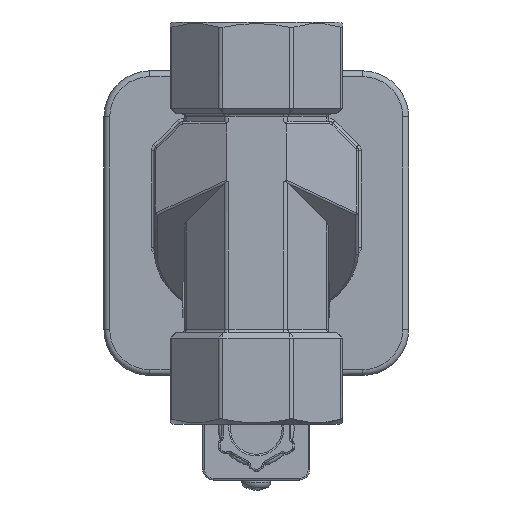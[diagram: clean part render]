
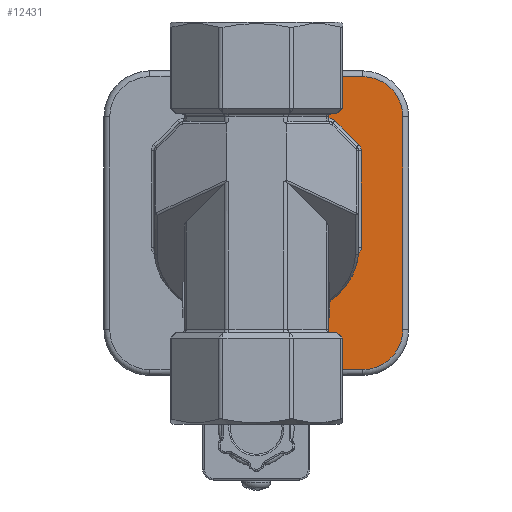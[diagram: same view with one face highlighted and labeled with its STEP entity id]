
A CAD part, front view. The second image highlights one B-rep face of the part: STEP entity #12431.
In plain terms, the highlighted planar face has unit normal (0, -1, 0).
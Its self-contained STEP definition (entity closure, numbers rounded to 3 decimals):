
#150=ELLIPSE('',#13397,0.707,0.5);
#151=ELLIPSE('',#13400,0.707,0.5);
#518=B_SPLINE_CURVE_WITH_KNOTS('',3,(#20035,#20036,#20037,#20038,#20039),
 .UNSPECIFIED.,.F.,.F.,(4,1,4),(-0.171,-0.086,
0.),.UNSPECIFIED.);
#519=B_SPLINE_CURVE_WITH_KNOTS('',3,(#20041,#20042,#20043,#20044,#20045,
#20046,#20047,#20048,#20049,#20050,#20051,#20052,#20053,#20054,#20055),
 .UNSPECIFIED.,.F.,.F.,(4,1,1,1,1,1,1,1,1,1,1,1,4),(-4.67,-4.666,
-4.663,-4.655,-4.639,-4.608,
-4.577,-4.546,-4.483,-4.421,
-4.171,-3.672,-2.949),.UNSPECIFIED.);
#1433=PLANE('',#13396);
#1824=FACE_OUTER_BOUND('',#2592,.T.);
#2592=EDGE_LOOP('',(#9476,#9477,#9478,#9479,#9480,#9481,#9482,#9483,#9484,
#9485,#9486,#9487,#9488,#9489,#9490,#9491,#9492,#9493,#9494,#9495,#9496,
#9497,#9498));
#3520=LINE('',#19988,#4423);
#3522=LINE('',#20000,#4425);
#3524=LINE('',#20012,#4427);
#3525=LINE('',#20015,#4428);
#3526=LINE('',#20017,#4429);
#3527=LINE('',#20019,#4430);
#3528=LINE('',#20023,#4431);
#3529=LINE('',#20025,#4432);
#3530=LINE('',#20029,#4433);
#3531=LINE('',#20033,#4434);
#3532=LINE('',#20057,#4435);
#3533=LINE('',#20059,#4436);
#3534=LINE('',#20063,#4437);
#3535=LINE('',#20065,#4438);
#3536=LINE('',#20066,#4439);
#4423=VECTOR('',#15261,10.);
#4425=VECTOR('',#15275,10.);
#4427=VECTOR('',#15289,10.);
#4428=VECTOR('',#15292,10.);
#4429=VECTOR('',#15293,10.);
#4430=VECTOR('',#15294,10.);
#4431=VECTOR('',#15297,10.);
#4432=VECTOR('',#15298,10.);
#4433=VECTOR('',#15301,10.);
#4434=VECTOR('',#15304,10.);
#4435=VECTOR('',#15305,10.);
#4436=VECTOR('',#15306,10.);
#4437=VECTOR('',#15309,10.);
#4438=VECTOR('',#15310,10.);
#4439=VECTOR('',#15311,10.);
#5059=CIRCLE('',#13387,7.);
#5063=CIRCLE('',#13393,7.);
#5064=CIRCLE('',#13398,1.5);
#5065=CIRCLE('',#13399,1.5);
#5901=VERTEX_POINT('',#19981);
#5904=VERTEX_POINT('',#19986);
#5905=VERTEX_POINT('',#19990);
#5907=VERTEX_POINT('',#19996);
#5909=VERTEX_POINT('',#20002);
#5911=VERTEX_POINT('',#20008);
#5913=VERTEX_POINT('',#20014);
#5914=VERTEX_POINT('',#20016);
#5915=VERTEX_POINT('',#20018);
#5916=VERTEX_POINT('',#20020);
#5917=VERTEX_POINT('',#20022);
#5918=VERTEX_POINT('',#20024);
#5919=VERTEX_POINT('',#20026);
#5920=VERTEX_POINT('',#20028);
#5921=VERTEX_POINT('',#20030);
#5922=VERTEX_POINT('',#20032);
#5923=VERTEX_POINT('',#20034);
#5924=VERTEX_POINT('',#20040);
#5925=VERTEX_POINT('',#20056);
#5926=VERTEX_POINT('',#20058);
#5927=VERTEX_POINT('',#20060);
#5928=VERTEX_POINT('',#20062);
#5929=VERTEX_POINT('',#20064);
#7193=EDGE_CURVE('',#5904,#5901,#3520,.T.);
#7196=EDGE_CURVE('',#5901,#5905,#5059,.T.);
#7199=EDGE_CURVE('',#5905,#5907,#3522,.T.);
#7202=EDGE_CURVE('',#5907,#5909,#5063,.T.);
#7205=EDGE_CURVE('',#5909,#5911,#3524,.T.);
#7206=EDGE_CURVE('',#5904,#5913,#3525,.T.);
#7207=EDGE_CURVE('',#5914,#5913,#3526,.F.);
#7208=EDGE_CURVE('',#5914,#5915,#3527,.T.);
#7209=EDGE_CURVE('',#5915,#5916,#150,.T.);
#7210=EDGE_CURVE('',#5917,#5916,#3528,.T.);
#7211=EDGE_CURVE('',#5918,#5917,#3529,.T.);
#7212=EDGE_CURVE('',#5919,#5918,#5064,.T.);
#7213=EDGE_CURVE('',#5920,#5919,#3530,.T.);
#7214=EDGE_CURVE('',#5921,#5920,#5065,.T.);
#7215=EDGE_CURVE('',#5922,#5921,#3531,.T.);
#7216=EDGE_CURVE('',#5923,#5922,#518,.T.);
#7217=EDGE_CURVE('',#5924,#5923,#519,.T.);
#7218=EDGE_CURVE('',#5924,#5925,#3532,.T.);
#7219=EDGE_CURVE('',#5926,#5925,#3533,.T.);
#7220=EDGE_CURVE('',#5926,#5927,#151,.T.);
#7221=EDGE_CURVE('',#5927,#5928,#3534,.T.);
#7222=EDGE_CURVE('',#5929,#5928,#3535,.F.);
#7223=EDGE_CURVE('',#5929,#5911,#3536,.T.);
#9476=ORIENTED_EDGE('',*,*,#7205,.F.);
#9477=ORIENTED_EDGE('',*,*,#7202,.F.);
#9478=ORIENTED_EDGE('',*,*,#7199,.F.);
#9479=ORIENTED_EDGE('',*,*,#7196,.F.);
#9480=ORIENTED_EDGE('',*,*,#7193,.F.);
#9481=ORIENTED_EDGE('',*,*,#7206,.T.);
#9482=ORIENTED_EDGE('',*,*,#7207,.F.);
#9483=ORIENTED_EDGE('',*,*,#7208,.T.);
#9484=ORIENTED_EDGE('',*,*,#7209,.T.);
#9485=ORIENTED_EDGE('',*,*,#7210,.F.);
#9486=ORIENTED_EDGE('',*,*,#7211,.F.);
#9487=ORIENTED_EDGE('',*,*,#7212,.F.);
#9488=ORIENTED_EDGE('',*,*,#7213,.F.);
#9489=ORIENTED_EDGE('',*,*,#7214,.F.);
#9490=ORIENTED_EDGE('',*,*,#7215,.F.);
#9491=ORIENTED_EDGE('',*,*,#7216,.F.);
#9492=ORIENTED_EDGE('',*,*,#7217,.F.);
#9493=ORIENTED_EDGE('',*,*,#7218,.T.);
#9494=ORIENTED_EDGE('',*,*,#7219,.F.);
#9495=ORIENTED_EDGE('',*,*,#7220,.T.);
#9496=ORIENTED_EDGE('',*,*,#7221,.T.);
#9497=ORIENTED_EDGE('',*,*,#7222,.F.);
#9498=ORIENTED_EDGE('',*,*,#7223,.T.);
#12431=ADVANCED_FACE('',(#1824),#1433,.F.);
#13387=AXIS2_PLACEMENT_3D('',#19994,#15268,#15269);
#13393=AXIS2_PLACEMENT_3D('',#20006,#15282,#15283);
#13396=AXIS2_PLACEMENT_3D('',#20013,#15290,#15291);
#13397=AXIS2_PLACEMENT_3D('',#20021,#15295,#15296);
#13398=AXIS2_PLACEMENT_3D('',#20027,#15299,#15300);
#13399=AXIS2_PLACEMENT_3D('',#20031,#15302,#15303);
#13400=AXIS2_PLACEMENT_3D('',#20061,#15307,#15308);
#15261=DIRECTION('',(1.,0.,0.));
#15268=DIRECTION('center_axis',(0.,1.,0.));
#15269=DIRECTION('ref_axis',(0.707,0.,0.707));
#15275=DIRECTION('',(0.,0.,-1.));
#15282=DIRECTION('center_axis',(0.,1.,0.));
#15283=DIRECTION('ref_axis',(0.707,0.,-0.707));
#15289=DIRECTION('',(-1.,0.,0.));
#15290=DIRECTION('center_axis',(0.,1.,0.));
#15291=DIRECTION('ref_axis',(0.,0.,1.));
#15292=DIRECTION('',(0.,0.,-1.));
#15293=DIRECTION('',(-0.816,0.,-0.577));
#15294=DIRECTION('',(-1.,0.,0.));
#15295=DIRECTION('center_axis',(0.,-1.,0.));
#15296=DIRECTION('ref_axis',(-1.,0.,0.));
#15297=DIRECTION('',(0.,0.,1.));
#15298=DIRECTION('',(-1.,0.,0.));
#15299=DIRECTION('center_axis',(0.,-1.,0.));
#15300=DIRECTION('ref_axis',(0.383,0.,0.924));
#15301=DIRECTION('',(-0.707,0.,0.707));
#15302=DIRECTION('center_axis',(0.,-1.,0.));
#15303=DIRECTION('ref_axis',(0.924,0.,0.383));
#15304=DIRECTION('',(0.,0.,1.));
#15305=DIRECTION('',(-1.,0.,0.));
#15306=DIRECTION('',(0.,0.,1.));
#15307=DIRECTION('center_axis',(0.,-1.,0.));
#15308=DIRECTION('ref_axis',(-1.,0.,0.));
#15309=DIRECTION('',(1.,0.,0.));
#15310=DIRECTION('',(0.816,0.,-0.577));
#15311=DIRECTION('',(0.,0.,-1.));
#19981=CARTESIAN_POINT('',(18.5,12.5,25.5));
#19986=CARTESIAN_POINT('',(8.713,12.5,25.5));
#19988=CARTESIAN_POINT('',(-13.25,12.5,25.5));
#19990=CARTESIAN_POINT('',(25.5,12.5,18.5));
#19994=CARTESIAN_POINT('Origin',(18.5,12.5,18.5));
#19996=CARTESIAN_POINT('',(25.5,12.5,-18.5));
#20000=CARTESIAN_POINT('',(25.5,12.5,13.25));
#20002=CARTESIAN_POINT('',(18.5,12.5,-25.5));
#20006=CARTESIAN_POINT('Origin',(18.5,12.5,-18.5));
#20008=CARTESIAN_POINT('',(8.713,12.5,-25.5));
#20012=CARTESIAN_POINT('',(13.25,12.5,-25.5));
#20013=CARTESIAN_POINT('Origin',(0.,12.5,0.));
#20014=CARTESIAN_POINT('',(8.713,12.5,20.));
#20015=CARTESIAN_POINT('',(8.713,12.5,16.5));
#20016=CARTESIAN_POINT('',(7.299,12.5,19.));
#20017=CARTESIAN_POINT('',(0.758,12.5,14.375));
#20018=CARTESIAN_POINT('',(5.885,12.5,19.));
#20019=CARTESIAN_POINT('',(0.,12.5,19.));
#20020=CARTESIAN_POINT('',(5.178,12.5,18.5));
#20021=CARTESIAN_POINT('Origin',(5.885,12.5,18.5));
#20022=CARTESIAN_POINT('',(5.178,12.5,18.257));
#20023=CARTESIAN_POINT('',(5.178,12.5,0.));
#20024=CARTESIAN_POINT('',(12.598,12.5,18.257));
#20025=CARTESIAN_POINT('',(6.506,12.5,18.257));
#20026=CARTESIAN_POINT('',(13.659,12.5,17.818));
#20027=CARTESIAN_POINT('Origin',(12.598,12.5,16.757));
#20028=CARTESIAN_POINT('',(17.818,12.5,13.659));
#20029=CARTESIAN_POINT('',(16.925,12.5,14.552));
#20030=CARTESIAN_POINT('',(18.257,12.5,12.598));
#20031=CARTESIAN_POINT('Origin',(16.757,12.5,12.598));
#20032=CARTESIAN_POINT('',(18.257,12.5,-4.226));
#20033=CARTESIAN_POINT('',(18.257,12.5,-2.601));
#20034=CARTESIAN_POINT('',(17.384,12.5,-5.589));
#20035=CARTESIAN_POINT('Ctrl Pts',(17.384,12.5,-5.588));
#20036=CARTESIAN_POINT('Ctrl Pts',(17.639,12.5,-5.47));
#20037=CARTESIAN_POINT('Ctrl Pts',(18.089,12.5,-5.085));
#20038=CARTESIAN_POINT('Ctrl Pts',(18.257,12.5,-4.515));
#20039=CARTESIAN_POINT('Ctrl Pts',(18.257,12.5,-4.226));
#20040=CARTESIAN_POINT('',(5.959,12.5,-17.757));
#20041=CARTESIAN_POINT('Ctrl Pts',(5.959,12.5,-17.757));
#20042=CARTESIAN_POINT('Ctrl Pts',(5.959,12.5,-17.744));
#20043=CARTESIAN_POINT('Ctrl Pts',(5.962,12.5,-17.718));
#20044=CARTESIAN_POINT('Ctrl Pts',(5.979,12.5,-17.669));
#20045=CARTESIAN_POINT('Ctrl Pts',(6.029,12.5,-17.592));
#20046=CARTESIAN_POINT('Ctrl Pts',(6.165,12.5,-17.47));
#20047=CARTESIAN_POINT('Ctrl Pts',(6.388,12.5,-17.332));
#20048=CARTESIAN_POINT('Ctrl Pts',(6.66,12.5,-17.186));
#20049=CARTESIAN_POINT('Ctrl Pts',(7.033,12.5,-16.997));
#20050=CARTESIAN_POINT('Ctrl Pts',(7.498,12.5,-16.767));
#20051=CARTESIAN_POINT('Ctrl Pts',(8.609,12.5,-16.198));
#20052=CARTESIAN_POINT('Ctrl Pts',(10.938,12.5,-14.817));
#20053=CARTESIAN_POINT('Ctrl Pts',(14.627,12.5,-11.514));
#20054=CARTESIAN_POINT('Ctrl Pts',(16.647,12.5,-7.885));
#20055=CARTESIAN_POINT('Ctrl Pts',(17.384,12.5,-5.589));
#20056=CARTESIAN_POINT('',(5.178,12.5,-17.757));
#20057=CARTESIAN_POINT('',(0.,12.5,-17.757));
#20058=CARTESIAN_POINT('',(5.178,12.5,-18.5));
#20059=CARTESIAN_POINT('',(5.178,12.5,0.));
#20060=CARTESIAN_POINT('',(5.885,12.5,-19.));
#20061=CARTESIAN_POINT('Origin',(5.885,12.5,-18.5));
#20062=CARTESIAN_POINT('',(7.299,12.5,-19.));
#20063=CARTESIAN_POINT('',(0.,12.5,-19.));
#20064=CARTESIAN_POINT('',(8.713,12.5,-20.));
#20065=CARTESIAN_POINT('',(2.222,12.5,-15.41));
#20066=CARTESIAN_POINT('',(8.713,12.5,-16.5));
